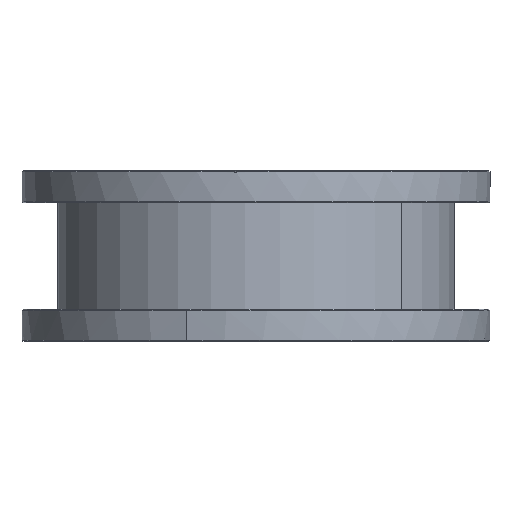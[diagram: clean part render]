
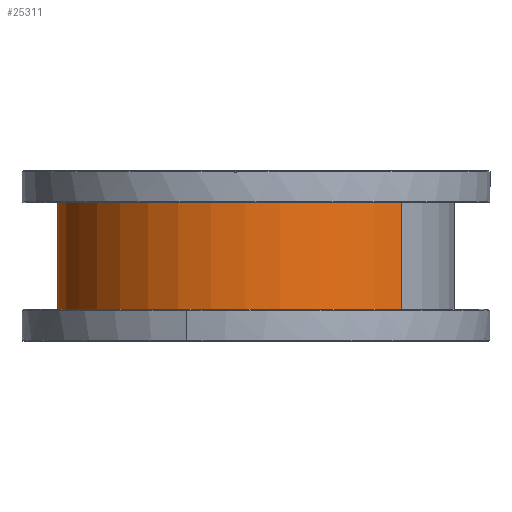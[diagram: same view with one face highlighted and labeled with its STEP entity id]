
A CAD part, front view. The second image highlights one B-rep face of the part: STEP entity #25311.
In plain terms, the highlighted cylindrical face has radius 177.8 mm (diameter 355.6 mm), a partial arc.
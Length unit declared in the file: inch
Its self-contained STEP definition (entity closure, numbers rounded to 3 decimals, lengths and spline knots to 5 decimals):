
#350 = LINE ( 'NONE', #16301, #54694 ) ;
#6965 = DIRECTION ( 'NONE',  ( 1., 0., 0. ) ) ;
#8474 = EDGE_CURVE ( 'NONE', #35883, #60921, #350, .T. ) ;
#8545 = AXIS2_PLACEMENT_3D ( 'NONE', #29408, #28997, #6965 ) ;
#8873 = EDGE_CURVE ( 'NONE', #33626, #52454, #64098, .T. ) ;
#10175 = CARTESIAN_POINT ( 'NONE',  ( 0., 0., -2.5 ) ) ;
#12437 = EDGE_LOOP ( 'NONE', ( #17487, #16879, #36674, #50441 ) ) ;
#14157 = CARTESIAN_POINT ( 'NONE',  ( -7., 0., -2.5 ) ) ;
#15766 = DIRECTION ( 'NONE',  ( 1., 0., 0. ) ) ;
#16301 = CARTESIAN_POINT ( 'NONE',  ( 7., 0., 2.5 ) ) ;
#16390 = DIRECTION ( 'NONE',  ( 0., 0., -1. ) ) ;
#16879 = ORIENTED_EDGE ( 'NONE', *, *, #45365, .F. ) ;
#17487 = ORIENTED_EDGE ( 'NONE', *, *, #8474, .F. ) ;
#17898 = CARTESIAN_POINT ( 'NONE',  ( 7., 0., 2.5 ) ) ;
#18396 = CARTESIAN_POINT ( 'NONE',  ( -7., 0., 2.5 ) ) ;
#23644 = CYLINDRICAL_SURFACE ( 'NONE', #45195, 7. ) ;
#24295 = CARTESIAN_POINT ( 'NONE',  ( -7., 0., 2.5 ) ) ;
#25311 = ADVANCED_FACE ( 'NONE', ( #30546 ), #23644, .T. ) ;
#26015 = CIRCLE ( 'NONE', #8545, 7. ) ;
#28997 = DIRECTION ( 'NONE',  ( 0., 0., 1. ) ) ;
#29408 = CARTESIAN_POINT ( 'NONE',  ( 0., 0., 2.5 ) ) ;
#30546 = FACE_OUTER_BOUND ( 'NONE', #12437, .T. ) ;
#33626 = VERTEX_POINT ( 'NONE', #18396 ) ;
#35883 = VERTEX_POINT ( 'NONE', #17898 ) ;
#36674 = ORIENTED_EDGE ( 'NONE', *, *, #8873, .T. ) ;
#39120 = CIRCLE ( 'NONE', #43399, 7. ) ;
#43399 = AXIS2_PLACEMENT_3D ( 'NONE', #10175, #48667, #15766 ) ;
#43525 = CARTESIAN_POINT ( 'NONE',  ( 7., 0., -2.5 ) ) ;
#44612 = DIRECTION ( 'NONE',  ( 0., 0., -1. ) ) ;
#45195 = AXIS2_PLACEMENT_3D ( 'NONE', #69303, #69452, #67074 ) ;
#45365 = EDGE_CURVE ( 'NONE', #33626, #35883, #26015, .T. ) ;
#48667 = DIRECTION ( 'NONE',  ( 0., 0., 1. ) ) ;
#50441 = ORIENTED_EDGE ( 'NONE', *, *, #50797, .T. ) ;
#50797 = EDGE_CURVE ( 'NONE', #52454, #60921, #39120, .T. ) ;
#52454 = VERTEX_POINT ( 'NONE', #14157 ) ;
#54694 = VECTOR ( 'NONE', #16390, 39.37008 ) ;
#58763 = VECTOR ( 'NONE', #44612, 39.37008 ) ;
#60921 = VERTEX_POINT ( 'NONE', #43525 ) ;
#64098 = LINE ( 'NONE', #24295, #58763 ) ;
#67074 = DIRECTION ( 'NONE',  ( -1., 0., 0. ) ) ;
#69303 = CARTESIAN_POINT ( 'NONE',  ( 0., 0., 2.5 ) ) ;
#69452 = DIRECTION ( 'NONE',  ( 0., 0., -1. ) ) ;
